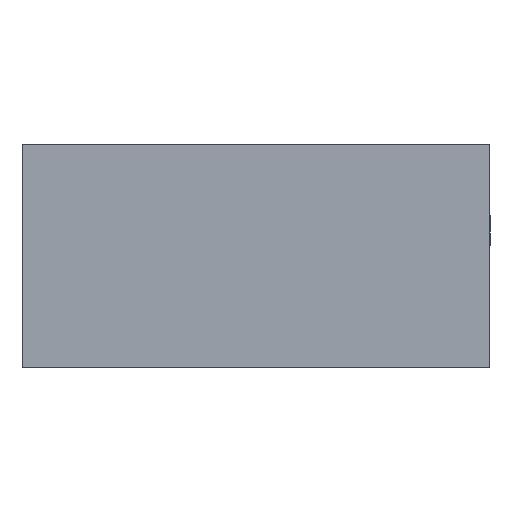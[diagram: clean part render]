
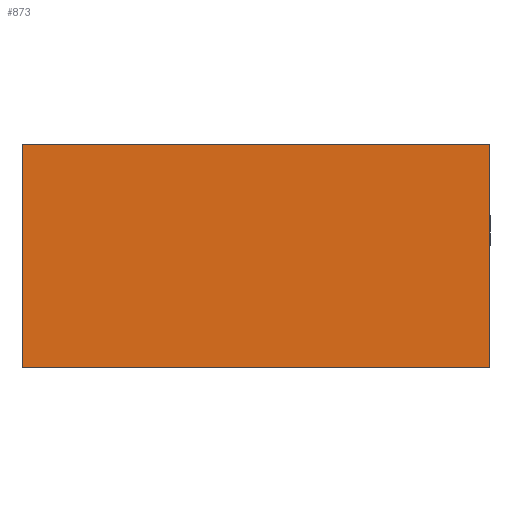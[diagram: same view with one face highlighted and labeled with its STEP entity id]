
A CAD part, left-side view. The second image highlights one B-rep face of the part: STEP entity #873.
In plain terms, the highlighted planar face has unit normal (-1, 0, 0).
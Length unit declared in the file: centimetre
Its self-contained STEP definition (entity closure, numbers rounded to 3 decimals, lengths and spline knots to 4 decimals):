
#143=FACE_OUTER_BOUND('',#203,.T.);
#203=EDGE_LOOP('',(#765,#766,#767,#768));
#221=VERTEX_POINT('',#1539);
#222=VERTEX_POINT('',#1541);
#235=VERTEX_POINT('',#1579);
#305=VERTEX_POINT('',#2802);
#326=EDGE_CURVE('',#221,#222,#897,.T.);
#345=EDGE_CURVE('',#235,#222,#912,.T.);
#460=EDGE_CURVE('',#305,#235,#995,.T.);
#461=EDGE_CURVE('',#305,#221,#996,.T.);
#765=ORIENTED_EDGE('',*,*,#460,.T.);
#766=ORIENTED_EDGE('',*,*,#345,.T.);
#767=ORIENTED_EDGE('',*,*,#326,.F.);
#768=ORIENTED_EDGE('',*,*,#461,.F.);
#813=PLANE('',#1200);
#873=ADVANCED_FACE('',(#143),#813,.T.);
#897=LINE('',#1542,#1016);
#912=LINE('',#1580,#1031);
#995=LINE('',#2803,#1114);
#996=LINE('',#2804,#1115);
#1016=VECTOR('',#1245,10.);
#1031=VECTOR('',#1280,10.);
#1114=VECTOR('',#1483,10.);
#1115=VECTOR('',#1484,10.);
#1200=AXIS2_PLACEMENT_3D('',#2801,#1481,#1482);
#1245=DIRECTION('',(0.,-1.,0.));
#1280=DIRECTION('',(0.,0.,1.));
#1481=DIRECTION('center_axis',(-1.,0.,0.));
#1482=DIRECTION('ref_axis',(0.,-1.,0.));
#1483=DIRECTION('',(0.,-1.,0.));
#1484=DIRECTION('',(0.,0.,1.));
#1539=CARTESIAN_POINT('',(-255.,335.,160.));
#1541=CARTESIAN_POINT('',(-255.,0.,160.));
#1542=CARTESIAN_POINT('',(-255.,335.,160.));
#1579=CARTESIAN_POINT('',(-255.,0.,0.));
#1580=CARTESIAN_POINT('',(-255.,0.,0.));
#2801=CARTESIAN_POINT('Origin',(-255.,335.,0.));
#2802=CARTESIAN_POINT('',(-255.,335.,0.));
#2803=CARTESIAN_POINT('',(-255.,335.,0.));
#2804=CARTESIAN_POINT('',(-255.,335.,0.));
